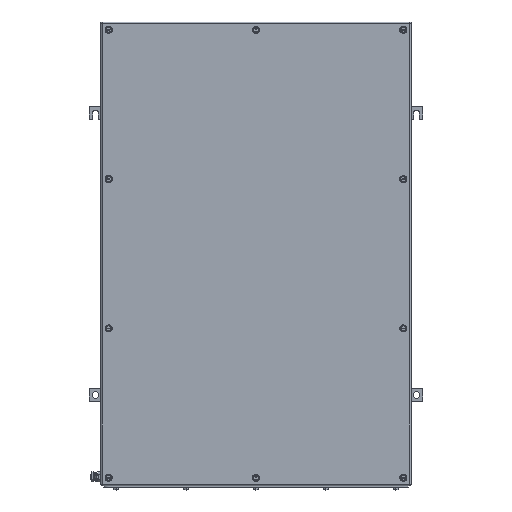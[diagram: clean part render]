
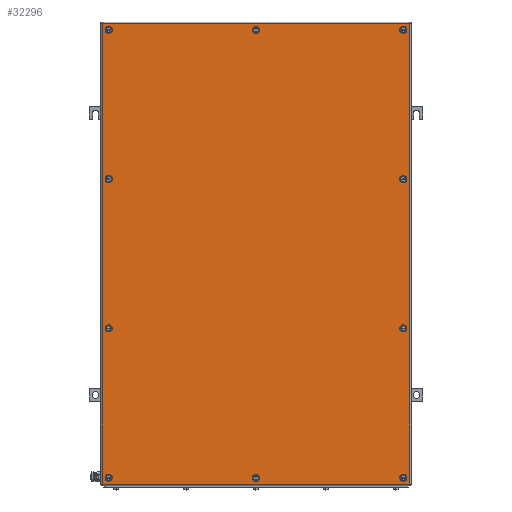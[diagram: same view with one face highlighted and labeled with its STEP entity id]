
A CAD part, top view. The second image highlights one B-rep face of the part: STEP entity #32296.
In plain terms, the highlighted planar face has unit normal (0, 0, 1).
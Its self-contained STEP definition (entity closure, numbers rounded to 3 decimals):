
#32062=AXIS2_PLACEMENT_3D('Circle Axis2P3D',#32060,#32061,$) ;
#32089=AXIS2_PLACEMENT_3D('Plane Axis2P3D',#32086,#32087,#32088) ;
#32127=AXIS2_PLACEMENT_3D('Circle Axis2P3D',#32125,#32126,$) ;
#32136=AXIS2_PLACEMENT_3D('Circle Axis2P3D',#32134,#32135,$) ;
#32145=AXIS2_PLACEMENT_3D('Circle Axis2P3D',#32143,#32144,$) ;
#32154=AXIS2_PLACEMENT_3D('Circle Axis2P3D',#32152,#32153,$) ;
#32163=AXIS2_PLACEMENT_3D('Circle Axis2P3D',#32161,#32162,$) ;
#32172=AXIS2_PLACEMENT_3D('Circle Axis2P3D',#32170,#32171,$) ;
#32181=AXIS2_PLACEMENT_3D('Circle Axis2P3D',#32179,#32180,$) ;
#32190=AXIS2_PLACEMENT_3D('Circle Axis2P3D',#32188,#32189,$) ;
#32199=AXIS2_PLACEMENT_3D('Circle Axis2P3D',#32197,#32198,$) ;
#32208=AXIS2_PLACEMENT_3D('Circle Axis2P3D',#32206,#32207,$) ;
#32217=AXIS2_PLACEMENT_3D('Circle Axis2P3D',#32215,#32216,$) ;
#32226=AXIS2_PLACEMENT_3D('Circle Axis2P3D',#32224,#32225,$) ;
#32235=AXIS2_PLACEMENT_3D('Circle Axis2P3D',#32233,#32234,$) ;
#32244=AXIS2_PLACEMENT_3D('Circle Axis2P3D',#32242,#32243,$) ;
#32253=AXIS2_PLACEMENT_3D('Circle Axis2P3D',#32251,#32252,$) ;
#32262=AXIS2_PLACEMENT_3D('Circle Axis2P3D',#32260,#32261,$) ;
#32271=AXIS2_PLACEMENT_3D('Circle Axis2P3D',#32269,#32270,$) ;
#32280=AXIS2_PLACEMENT_3D('Circle Axis2P3D',#32278,#32279,$) ;
#32289=AXIS2_PLACEMENT_3D('Circle Axis2P3D',#32287,#32288,$) ;
#32057=CARTESIAN_POINT('Vertex',(41.5,615.167,153.5)) ;
#32060=CARTESIAN_POINT('Axis2P3D Location',(38.,615.167,153.5)) ;
#32064=CARTESIAN_POINT('Vertex',(34.5,615.167,153.5)) ;
#32086=CARTESIAN_POINT('Axis2P3D Location',(330.5,468.,153.5)) ;
#32091=CARTESIAN_POINT('Line Origine',(330.5,924.5,153.5)) ;
#32095=CARTESIAN_POINT('Vertex',(635.,924.5,153.5)) ;
#32097=CARTESIAN_POINT('Vertex',(26.,924.5,153.5)) ;
#32100=CARTESIAN_POINT('Line Origine',(26.,468.,153.5)) ;
#32104=CARTESIAN_POINT('Vertex',(26.,11.5,153.5)) ;
#32107=CARTESIAN_POINT('Line Origine',(330.5,11.5,153.5)) ;
#32111=CARTESIAN_POINT('Vertex',(635.,11.5,153.5)) ;
#32114=CARTESIAN_POINT('Line Origine',(635.,468.,153.5)) ;
#32125=CARTESIAN_POINT('Axis2P3D Location',(38.,615.167,153.5)) ;
#32134=CARTESIAN_POINT('Axis2P3D Location',(38.,320.833,153.5)) ;
#32138=CARTESIAN_POINT('Vertex',(34.5,320.833,153.5)) ;
#32140=CARTESIAN_POINT('Vertex',(41.5,320.833,153.5)) ;
#32143=CARTESIAN_POINT('Axis2P3D Location',(38.,320.833,153.5)) ;
#32152=CARTESIAN_POINT('Axis2P3D Location',(623.,320.833,153.5)) ;
#32156=CARTESIAN_POINT('Vertex',(626.5,320.833,153.5)) ;
#32158=CARTESIAN_POINT('Vertex',(619.5,320.833,153.5)) ;
#32161=CARTESIAN_POINT('Axis2P3D Location',(623.,320.833,153.5)) ;
#32170=CARTESIAN_POINT('Axis2P3D Location',(623.,615.167,153.5)) ;
#32174=CARTESIAN_POINT('Vertex',(626.5,615.167,153.5)) ;
#32176=CARTESIAN_POINT('Vertex',(619.5,615.167,153.5)) ;
#32179=CARTESIAN_POINT('Axis2P3D Location',(623.,615.167,153.5)) ;
#32188=CARTESIAN_POINT('Axis2P3D Location',(330.5,23.5,153.5)) ;
#32192=CARTESIAN_POINT('Vertex',(334.,23.5,153.5)) ;
#32194=CARTESIAN_POINT('Vertex',(327.,23.5,153.5)) ;
#32197=CARTESIAN_POINT('Axis2P3D Location',(330.5,23.5,153.5)) ;
#32206=CARTESIAN_POINT('Axis2P3D Location',(330.5,912.5,153.5)) ;
#32210=CARTESIAN_POINT('Vertex',(334.,912.5,153.5)) ;
#32212=CARTESIAN_POINT('Vertex',(327.,912.5,153.5)) ;
#32215=CARTESIAN_POINT('Axis2P3D Location',(330.5,912.5,153.5)) ;
#32224=CARTESIAN_POINT('Axis2P3D Location',(38.,912.5,153.5)) ;
#32228=CARTESIAN_POINT('Vertex',(34.5,912.5,153.5)) ;
#32230=CARTESIAN_POINT('Vertex',(41.5,912.5,153.5)) ;
#32233=CARTESIAN_POINT('Axis2P3D Location',(38.,912.5,153.5)) ;
#32242=CARTESIAN_POINT('Axis2P3D Location',(38.,23.5,153.5)) ;
#32246=CARTESIAN_POINT('Vertex',(34.5,23.5,153.5)) ;
#32248=CARTESIAN_POINT('Vertex',(41.5,23.5,153.5)) ;
#32251=CARTESIAN_POINT('Axis2P3D Location',(38.,23.5,153.5)) ;
#32260=CARTESIAN_POINT('Axis2P3D Location',(623.,23.5,153.5)) ;
#32264=CARTESIAN_POINT('Vertex',(626.5,23.5,153.5)) ;
#32266=CARTESIAN_POINT('Vertex',(619.5,23.5,153.5)) ;
#32269=CARTESIAN_POINT('Axis2P3D Location',(623.,23.5,153.5)) ;
#32278=CARTESIAN_POINT('Axis2P3D Location',(623.,912.5,153.5)) ;
#32282=CARTESIAN_POINT('Vertex',(626.5,912.5,153.5)) ;
#32284=CARTESIAN_POINT('Vertex',(619.5,912.5,153.5)) ;
#32287=CARTESIAN_POINT('Axis2P3D Location',(623.,912.5,153.5)) ;
#32061=DIRECTION('Axis2P3D Direction',(0.,0.,1.)) ;
#32087=DIRECTION('Axis2P3D Direction',(0.,0.,1.)) ;
#32088=DIRECTION('Axis2P3D XDirection',(1.,0.,0.)) ;
#32092=DIRECTION('Vector Direction',(1.,0.,0.)) ;
#32101=DIRECTION('Vector Direction',(0.,-1.,0.)) ;
#32108=DIRECTION('Vector Direction',(1.,0.,0.)) ;
#32115=DIRECTION('Vector Direction',(0.,1.,0.)) ;
#32126=DIRECTION('Axis2P3D Direction',(0.,0.,1.)) ;
#32135=DIRECTION('Axis2P3D Direction',(0.,0.,1.)) ;
#32144=DIRECTION('Axis2P3D Direction',(0.,0.,1.)) ;
#32153=DIRECTION('Axis2P3D Direction',(0.,0.,1.)) ;
#32162=DIRECTION('Axis2P3D Direction',(0.,0.,1.)) ;
#32171=DIRECTION('Axis2P3D Direction',(0.,0.,1.)) ;
#32180=DIRECTION('Axis2P3D Direction',(0.,0.,1.)) ;
#32189=DIRECTION('Axis2P3D Direction',(0.,0.,1.)) ;
#32198=DIRECTION('Axis2P3D Direction',(0.,0.,1.)) ;
#32207=DIRECTION('Axis2P3D Direction',(0.,0.,1.)) ;
#32216=DIRECTION('Axis2P3D Direction',(0.,0.,1.)) ;
#32225=DIRECTION('Axis2P3D Direction',(0.,0.,1.)) ;
#32234=DIRECTION('Axis2P3D Direction',(0.,0.,1.)) ;
#32243=DIRECTION('Axis2P3D Direction',(0.,0.,1.)) ;
#32252=DIRECTION('Axis2P3D Direction',(0.,0.,1.)) ;
#32261=DIRECTION('Axis2P3D Direction',(0.,0.,1.)) ;
#32270=DIRECTION('Axis2P3D Direction',(0.,0.,1.)) ;
#32279=DIRECTION('Axis2P3D Direction',(0.,0.,1.)) ;
#32288=DIRECTION('Axis2P3D Direction',(0.,0.,1.)) ;
#32093=VECTOR('Line Direction',#32092,1.) ;
#32102=VECTOR('Line Direction',#32101,1.) ;
#32109=VECTOR('Line Direction',#32108,1.) ;
#32116=VECTOR('Line Direction',#32115,1.) ;
#32120=ORIENTED_EDGE('',*,*,#32099,.T.) ;
#32121=ORIENTED_EDGE('',*,*,#32106,.T.) ;
#32122=ORIENTED_EDGE('',*,*,#32113,.T.) ;
#32123=ORIENTED_EDGE('',*,*,#32118,.T.) ;
#32131=ORIENTED_EDGE('',*,*,#32129,.F.) ;
#32132=ORIENTED_EDGE('',*,*,#32066,.F.) ;
#32149=ORIENTED_EDGE('',*,*,#32142,.F.) ;
#32150=ORIENTED_EDGE('',*,*,#32147,.F.) ;
#32167=ORIENTED_EDGE('',*,*,#32160,.F.) ;
#32168=ORIENTED_EDGE('',*,*,#32165,.F.) ;
#32185=ORIENTED_EDGE('',*,*,#32178,.F.) ;
#32186=ORIENTED_EDGE('',*,*,#32183,.F.) ;
#32203=ORIENTED_EDGE('',*,*,#32196,.F.) ;
#32204=ORIENTED_EDGE('',*,*,#32201,.F.) ;
#32221=ORIENTED_EDGE('',*,*,#32214,.F.) ;
#32222=ORIENTED_EDGE('',*,*,#32219,.F.) ;
#32239=ORIENTED_EDGE('',*,*,#32232,.F.) ;
#32240=ORIENTED_EDGE('',*,*,#32237,.F.) ;
#32257=ORIENTED_EDGE('',*,*,#32250,.F.) ;
#32258=ORIENTED_EDGE('',*,*,#32255,.F.) ;
#32275=ORIENTED_EDGE('',*,*,#32268,.F.) ;
#32276=ORIENTED_EDGE('',*,*,#32273,.F.) ;
#32293=ORIENTED_EDGE('',*,*,#32286,.F.) ;
#32294=ORIENTED_EDGE('',*,*,#32291,.F.) ;
#32133=FACE_BOUND('',#32130,.T.) ;
#32151=FACE_BOUND('',#32148,.T.) ;
#32169=FACE_BOUND('',#32166,.T.) ;
#32187=FACE_BOUND('',#32184,.T.) ;
#32205=FACE_BOUND('',#32202,.T.) ;
#32223=FACE_BOUND('',#32220,.T.) ;
#32241=FACE_BOUND('',#32238,.T.) ;
#32259=FACE_BOUND('',#32256,.T.) ;
#32277=FACE_BOUND('',#32274,.T.) ;
#32295=FACE_BOUND('',#32292,.T.) ;
#32296=ADVANCED_FACE('ZUB_KTB_FS_916115_1GP_AllCATPart.2\\ZUB_DE_KTB_FS.1\\DE_KTB_MH_PART_MASTER.1\\Koerper.2',(#32124,#32133,#32151,#32169,#32187,#32205,#32223,#32241,#32259,#32277,#32295),#32090,.T.) ;
#32063=CIRCLE('generated circle',#32062,3.5) ;
#32128=CIRCLE('generated circle',#32127,3.5) ;
#32137=CIRCLE('generated circle',#32136,3.5) ;
#32146=CIRCLE('generated circle',#32145,3.5) ;
#32155=CIRCLE('generated circle',#32154,3.5) ;
#32164=CIRCLE('generated circle',#32163,3.5) ;
#32173=CIRCLE('generated circle',#32172,3.5) ;
#32182=CIRCLE('generated circle',#32181,3.5) ;
#32191=CIRCLE('generated circle',#32190,3.5) ;
#32200=CIRCLE('generated circle',#32199,3.5) ;
#32209=CIRCLE('generated circle',#32208,3.5) ;
#32218=CIRCLE('generated circle',#32217,3.5) ;
#32227=CIRCLE('generated circle',#32226,3.5) ;
#32236=CIRCLE('generated circle',#32235,3.5) ;
#32245=CIRCLE('generated circle',#32244,3.5) ;
#32254=CIRCLE('generated circle',#32253,3.5) ;
#32263=CIRCLE('generated circle',#32262,3.5) ;
#32272=CIRCLE('generated circle',#32271,3.5) ;
#32281=CIRCLE('generated circle',#32280,3.5) ;
#32290=CIRCLE('generated circle',#32289,3.5) ;
#32066=EDGE_CURVE('',#32058,#32065,#32063,.T.) ;
#32099=EDGE_CURVE('',#32096,#32098,#32094,.F.) ;
#32106=EDGE_CURVE('',#32098,#32105,#32103,.T.) ;
#32113=EDGE_CURVE('',#32105,#32112,#32110,.T.) ;
#32118=EDGE_CURVE('',#32112,#32096,#32117,.T.) ;
#32129=EDGE_CURVE('',#32065,#32058,#32128,.T.) ;
#32142=EDGE_CURVE('',#32139,#32141,#32137,.T.) ;
#32147=EDGE_CURVE('',#32141,#32139,#32146,.T.) ;
#32160=EDGE_CURVE('',#32157,#32159,#32155,.T.) ;
#32165=EDGE_CURVE('',#32159,#32157,#32164,.T.) ;
#32178=EDGE_CURVE('',#32175,#32177,#32173,.T.) ;
#32183=EDGE_CURVE('',#32177,#32175,#32182,.T.) ;
#32196=EDGE_CURVE('',#32193,#32195,#32191,.T.) ;
#32201=EDGE_CURVE('',#32195,#32193,#32200,.T.) ;
#32214=EDGE_CURVE('',#32211,#32213,#32209,.T.) ;
#32219=EDGE_CURVE('',#32213,#32211,#32218,.T.) ;
#32232=EDGE_CURVE('',#32229,#32231,#32227,.T.) ;
#32237=EDGE_CURVE('',#32231,#32229,#32236,.T.) ;
#32250=EDGE_CURVE('',#32247,#32249,#32245,.T.) ;
#32255=EDGE_CURVE('',#32249,#32247,#32254,.T.) ;
#32268=EDGE_CURVE('',#32265,#32267,#32263,.T.) ;
#32273=EDGE_CURVE('',#32267,#32265,#32272,.T.) ;
#32286=EDGE_CURVE('',#32283,#32285,#32281,.T.) ;
#32291=EDGE_CURVE('',#32285,#32283,#32290,.T.) ;
#32119=EDGE_LOOP('',(#32120,#32121,#32122,#32123)) ;
#32130=EDGE_LOOP('',(#32131,#32132)) ;
#32148=EDGE_LOOP('',(#32149,#32150)) ;
#32166=EDGE_LOOP('',(#32167,#32168)) ;
#32184=EDGE_LOOP('',(#32185,#32186)) ;
#32202=EDGE_LOOP('',(#32203,#32204)) ;
#32220=EDGE_LOOP('',(#32221,#32222)) ;
#32238=EDGE_LOOP('',(#32239,#32240)) ;
#32256=EDGE_LOOP('',(#32257,#32258)) ;
#32274=EDGE_LOOP('',(#32275,#32276)) ;
#32292=EDGE_LOOP('',(#32293,#32294)) ;
#32124=FACE_OUTER_BOUND('',#32119,.T.) ;
#32094=LINE('Line',#32091,#32093) ;
#32103=LINE('Line',#32100,#32102) ;
#32110=LINE('Line',#32107,#32109) ;
#32117=LINE('Line',#32114,#32116) ;
#32090=PLANE('',#32089) ;
#32058=VERTEX_POINT('',#32057) ;
#32065=VERTEX_POINT('',#32064) ;
#32096=VERTEX_POINT('',#32095) ;
#32098=VERTEX_POINT('',#32097) ;
#32105=VERTEX_POINT('',#32104) ;
#32112=VERTEX_POINT('',#32111) ;
#32139=VERTEX_POINT('',#32138) ;
#32141=VERTEX_POINT('',#32140) ;
#32157=VERTEX_POINT('',#32156) ;
#32159=VERTEX_POINT('',#32158) ;
#32175=VERTEX_POINT('',#32174) ;
#32177=VERTEX_POINT('',#32176) ;
#32193=VERTEX_POINT('',#32192) ;
#32195=VERTEX_POINT('',#32194) ;
#32211=VERTEX_POINT('',#32210) ;
#32213=VERTEX_POINT('',#32212) ;
#32229=VERTEX_POINT('',#32228) ;
#32231=VERTEX_POINT('',#32230) ;
#32247=VERTEX_POINT('',#32246) ;
#32249=VERTEX_POINT('',#32248) ;
#32265=VERTEX_POINT('',#32264) ;
#32267=VERTEX_POINT('',#32266) ;
#32283=VERTEX_POINT('',#32282) ;
#32285=VERTEX_POINT('',#32284) ;
